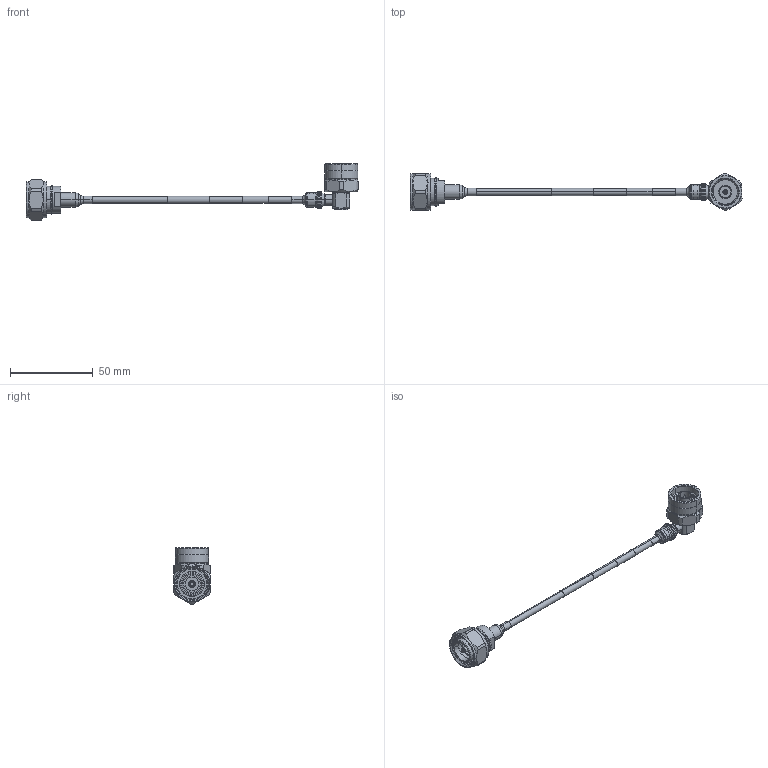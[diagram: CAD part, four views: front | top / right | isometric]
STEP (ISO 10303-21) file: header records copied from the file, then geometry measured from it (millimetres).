
FILE_DESCRIPTION (( 'STEP AP214' ), '1' );
FILE_NAME ('FMCA2499_3D.step', '2024-06-12T21:35:14', ( '' ), ( '' ), 'SwSTEP 2.0', 'SolidWorks 2022', '' );
FILE_SCHEMA (( 'AUTOMOTIVE_DESIGN' ));
Length unit declared in the file: inch
Products named in the file (6): FMCA2499_3D; TC-402-4310M-LP-PE_no parts; TC-402-NM-RA-LP-PE; TFT-5G-402^FMCA2499_LABEL PE+FM; HEAT SHRINK^FMCA2499_RA Conn; TFT-402-MA1_1.5
Assembly tree (5 placements, depth 2):
  FMCA2499_3D
    TFT-5G-402^FMCA2499_LABEL PE+FM
    TFT-402-MA1_1.5
    TC-402-4310M-LP-PE_no parts
    TC-402-NM-RA-LP-PE
    HEAT SHRINK^FMCA2499_RA Conn
Bounding box: 201.04 x 22 x 34.08 mm (x, y, z)
Volume: 13765.2 mm3; surface area: 12899.1 mm2
Topology: 8 solids, 8 shells, 358 faces, 772 edges, 465 vertices
Faces by surface type: cylinder 142, cone 92, plane 78, torus 44, bspline 2
Entity records: 11755 total; most frequent: CARTESIAN_POINT 3373, DIRECTION 1853, ORIENTED_EDGE 1544, AXIS2_PLACEMENT_3D 791, EDGE_CURVE 772, VERTEX_POINT 465, CIRCLE 427, EDGE_LOOP 399
